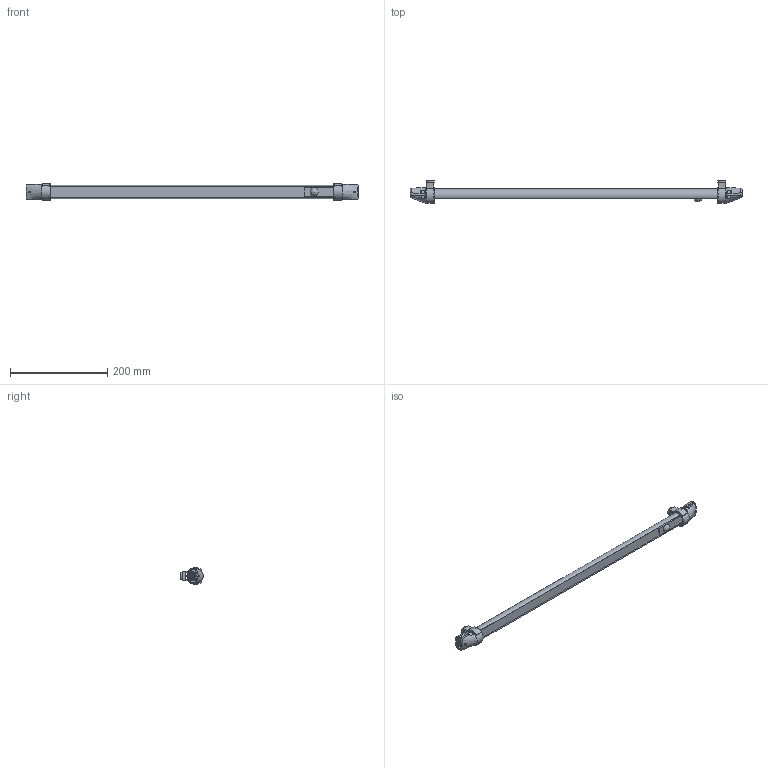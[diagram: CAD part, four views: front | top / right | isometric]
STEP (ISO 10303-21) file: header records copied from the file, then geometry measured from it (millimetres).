
FILE_DESCRIPTION(/* description */ (''),/* implementation_level */ '2;1');
FILE_NAME(/* name */ '112234_LED10-D-B-M20.stp',/* time_stamp */ '2025-04-19T14:47:02+02:00',/* author */ ('CAD'),/* organization */ (''),/* preprocessor_version */ 'ST-DEVELOPER v15.6',/* originating_system */ 'Autodesk Inventor 2015',/* authorisation */ '');
FILE_SCHEMA (('AUTOMOTIVE_DESIGN { 1 0 10303 214 3 1 1 }'));
Length unit declared in the file: millimetre
Products named in the file (1): 112234_LED10-D-B-M20_Shrinkwrap_1
Bounding box: 683 x 46.5 x 34.91 mm (x, y, z)
Surface area: 61988.3 mm2 (no closed solid volume)
Topology: 0 solids, 29 shells, 110 faces, 623 edges, 520 vertices
Faces by surface type: plane 45, bspline 40, cylinder 22, torus 2, sphere 1
Full cylindrical faces by diameter (mm): 2 x1, 16 x2
Entity records: 7823 total; most frequent: CARTESIAN_POINT 3340, DIRECTION 802, ORIENTED_EDGE 763, EDGE_CURVE 613, VERTEX_POINT 518, LINE 270, VECTOR 270, AXIS2_PLACEMENT_3D 266
